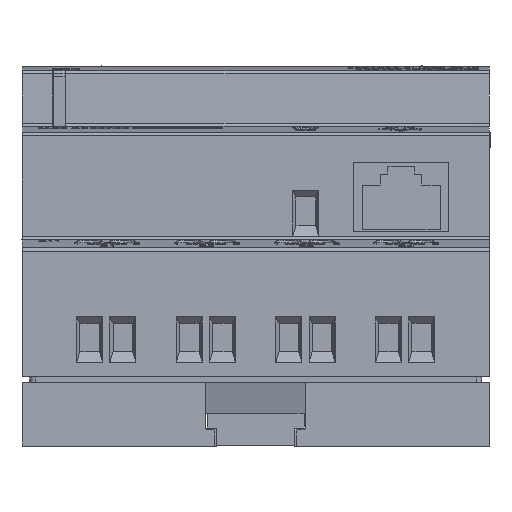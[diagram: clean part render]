
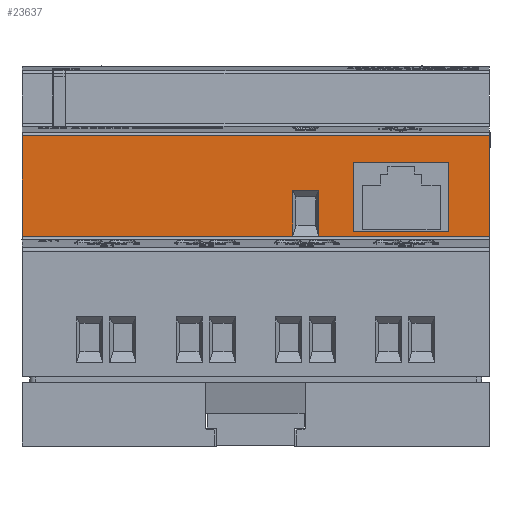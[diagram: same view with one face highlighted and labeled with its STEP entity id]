
A CAD part, front view. The second image highlights one B-rep face of the part: STEP entity #23637.
In plain terms, the highlighted face is planar.
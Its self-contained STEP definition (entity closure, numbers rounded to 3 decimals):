
#21274=FACE_BOUND('',#29913,.T.);
#21275=FACE_BOUND('',#29914,.T.);
#21276=FACE_BOUND('',#29915,.T.);
#21623=PLANE('',#73930);
#23637=ADVANCED_FACE('',(#21274,#21275,#21276),#21623,.T.);
#29913=EDGE_LOOP('',(#43543,#43544,#43545,#43546));
#29914=EDGE_LOOP('',(#43547,#43548,#43549,#43550));
#29915=EDGE_LOOP('',(#43551,#43552,#43553,#43554));
#34250=LINE('',#91991,#38441);
#34505=LINE('',#93161,#38696);
#34506=LINE('',#93163,#38697);
#34507=LINE('',#93166,#38698);
#34508=LINE('',#93168,#38699);
#34509=LINE('',#93170,#38700);
#34510=LINE('',#93171,#38701);
#34511=LINE('',#93174,#38702);
#34512=LINE('',#93176,#38703);
#34513=LINE('',#93178,#38704);
#34514=LINE('',#93179,#38705);
#34515=LINE('',#93181,#38706);
#38441=VECTOR('',#78374,1.);
#38696=VECTOR('',#78861,1.);
#38697=VECTOR('',#78864,1.);
#38698=VECTOR('',#78865,1.);
#38699=VECTOR('',#78866,1.);
#38700=VECTOR('',#78867,1.);
#38701=VECTOR('',#78868,1.);
#38702=VECTOR('',#78869,1.);
#38703=VECTOR('',#78870,1.);
#38704=VECTOR('',#78871,1.);
#38705=VECTOR('',#78872,1.);
#38706=VECTOR('',#78873,1.);
#43543=ORIENTED_EDGE('',*,*,#62821,.F.);
#43544=ORIENTED_EDGE('',*,*,#62822,.F.);
#43545=ORIENTED_EDGE('',*,*,#62823,.F.);
#43546=ORIENTED_EDGE('',*,*,#62824,.F.);
#43547=ORIENTED_EDGE('',*,*,#62825,.T.);
#43548=ORIENTED_EDGE('',*,*,#62826,.T.);
#43549=ORIENTED_EDGE('',*,*,#62827,.T.);
#43550=ORIENTED_EDGE('',*,*,#62828,.T.);
#43551=ORIENTED_EDGE('',*,*,#62829,.F.);
#43552=ORIENTED_EDGE('',*,*,#62820,.F.);
#43553=ORIENTED_EDGE('',*,*,#62445,.T.);
#43554=ORIENTED_EDGE('',*,*,#62830,.T.);
#57627=VERTEX_POINT('',#91990);
#57628=VERTEX_POINT('',#91992);
#57966=VERTEX_POINT('',#93160);
#57967=VERTEX_POINT('',#93164);
#57968=VERTEX_POINT('',#93165);
#57969=VERTEX_POINT('',#93167);
#57970=VERTEX_POINT('',#93169);
#57971=VERTEX_POINT('',#93172);
#57972=VERTEX_POINT('',#93173);
#57973=VERTEX_POINT('',#93175);
#57974=VERTEX_POINT('',#93177);
#57975=VERTEX_POINT('',#93180);
#62445=EDGE_CURVE('',#57628,#57627,#34250,.T.);
#62820=EDGE_CURVE('',#57628,#57966,#34505,.T.);
#62821=EDGE_CURVE('',#57967,#57968,#34506,.T.);
#62822=EDGE_CURVE('',#57969,#57967,#34507,.T.);
#62823=EDGE_CURVE('',#57970,#57969,#34508,.T.);
#62824=EDGE_CURVE('',#57968,#57970,#34509,.T.);
#62825=EDGE_CURVE('',#57971,#57972,#34510,.T.);
#62826=EDGE_CURVE('',#57972,#57973,#34511,.T.);
#62827=EDGE_CURVE('',#57973,#57974,#34512,.T.);
#62828=EDGE_CURVE('',#57974,#57971,#34513,.T.);
#62829=EDGE_CURVE('',#57966,#57975,#34514,.T.);
#62830=EDGE_CURVE('',#57627,#57975,#34515,.T.);
#73930=AXIS2_PLACEMENT_3D('',#93182,#78874,#78875);
#78374=DIRECTION('',(0.,-1.,0.));
#78861=DIRECTION('',(1.,0.,0.));
#78864=DIRECTION('',(0.,-1.,0.));
#78865=DIRECTION('',(-1.,0.,0.));
#78866=DIRECTION('',(0.,1.,0.));
#78867=DIRECTION('',(1.,0.,0.));
#78868=DIRECTION('',(-1.,0.,0.));
#78869=DIRECTION('',(0.,1.,0.));
#78870=DIRECTION('',(1.,0.,0.));
#78871=DIRECTION('',(0.,-1.,0.));
#78872=DIRECTION('',(0.,-1.,0.));
#78873=DIRECTION('',(1.,0.,0.));
#78874=DIRECTION('',(0.,0.,1.));
#78875=DIRECTION('',(0.,-1.,0.));
#91990=CARTESIAN_POINT('',(-35.75,27.05,34.));
#91991=CARTESIAN_POINT('',(-35.75,42.495,34.));
#91992=CARTESIAN_POINT('',(-35.75,42.495,34.));
#93160=CARTESIAN_POINT('',(35.75,42.495,34.));
#93161=CARTESIAN_POINT('',(-35.75,42.495,34.));
#93163=CARTESIAN_POINT('',(14.91,38.41,34.));
#93164=CARTESIAN_POINT('',(14.91,38.41,34.));
#93165=CARTESIAN_POINT('',(14.91,27.81,34.));
#93166=CARTESIAN_POINT('',(29.51,38.41,34.));
#93167=CARTESIAN_POINT('',(29.51,38.41,34.));
#93168=CARTESIAN_POINT('',(29.51,27.81,34.));
#93169=CARTESIAN_POINT('',(29.51,27.81,34.));
#93170=CARTESIAN_POINT('',(14.91,27.81,34.));
#93171=CARTESIAN_POINT('',(6.16,27.1,34.));
#93172=CARTESIAN_POINT('',(9.66,27.1,34.));
#93173=CARTESIAN_POINT('',(5.66,27.1,34.));
#93174=CARTESIAN_POINT('',(5.66,34.1,34.));
#93175=CARTESIAN_POINT('',(5.66,34.1,34.));
#93176=CARTESIAN_POINT('',(9.16,34.1,34.));
#93177=CARTESIAN_POINT('',(9.66,34.1,34.));
#93178=CARTESIAN_POINT('',(9.66,27.1,34.));
#93179=CARTESIAN_POINT('',(35.75,42.495,34.));
#93180=CARTESIAN_POINT('',(35.75,27.05,34.));
#93181=CARTESIAN_POINT('',(-35.75,27.05,34.));
#93182=CARTESIAN_POINT('',(-35.75,42.495,34.));
